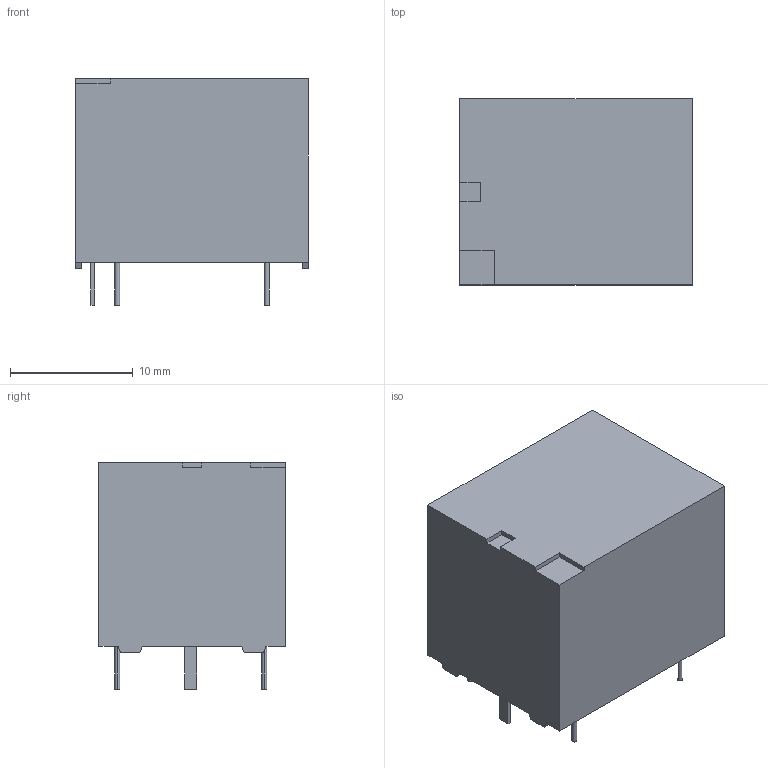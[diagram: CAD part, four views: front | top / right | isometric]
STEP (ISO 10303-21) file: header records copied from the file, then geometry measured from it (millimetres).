
FILE_DESCRIPTION (( 'STEP AP214' ), '1' );
FILE_NAME ('RELAY-TH_HF3F-L-XX-1HL1T.step', '2022-07-09T13:25:21', ( '' ), ( '' ), 'SwSTEP 2.0', 'SolidWorks 2020', '' );
FILE_SCHEMA (( 'AUTOMOTIVE_DESIGN' ));
Length unit declared in the file: millimetre
Products named in the file (1): RELAY-TH_HF3F-L-XX-1HL1T
Bounding box: 19 x 15.21 x 18.5 mm (x, y, z)
Volume: 4331.1 mm3; surface area: 1641.9 mm2
Topology: 1 solids, 1 shells, 326 faces, 882 edges, 588 vertices
Faces by surface type: plane 208, bspline 112, cylinder 6
Entity records: 13782 total; most frequent: CARTESIAN_POINT 3901, ORIENTED_EDGE 1764, DIRECTION 1096, EDGE_CURVE 882, VECTOR 642, LINE 642, VERTEX_POINT 588, EDGE_LOOP 356
